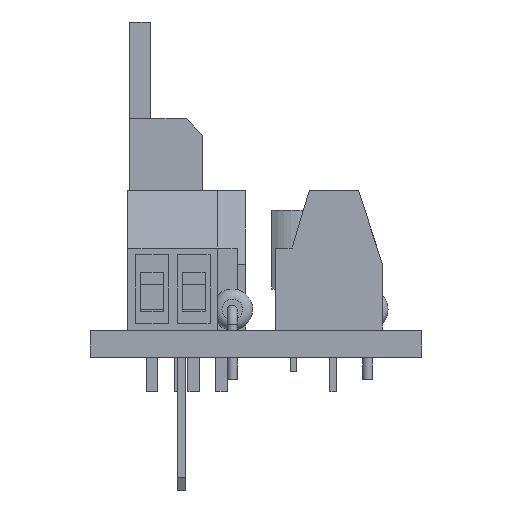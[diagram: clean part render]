
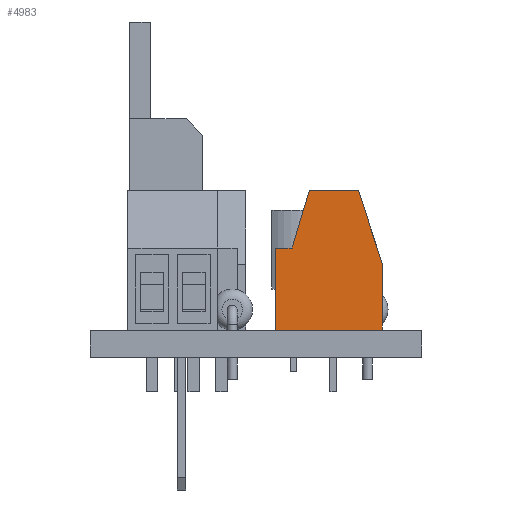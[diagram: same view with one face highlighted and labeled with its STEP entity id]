
A CAD part, left-side view. The second image highlights one B-rep face of the part: STEP entity #4983.
In plain terms, the highlighted face is planar.
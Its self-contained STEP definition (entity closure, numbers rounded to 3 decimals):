
#4433 = VERTEX_POINT('',#4434);
#4434 = CARTESIAN_POINT('',(2.74,-3.5,0.));
#4441 = PLANE('',#4442);
#4442 = AXIS2_PLACEMENT_3D('',#4443,#4444,#4445);
#4443 = CARTESIAN_POINT('',(-2.74,-3.5,0.));
#4444 = DIRECTION('',(0.,-1.,0.));
#4445 = DIRECTION('',(0.,0.,1.));
#4453 = PLANE('',#4454);
#4454 = AXIS2_PLACEMENT_3D('',#4455,#4456,#4457);
#4455 = CARTESIAN_POINT('',(-2.74,-3.5,0.));
#4456 = DIRECTION('',(0.,0.,1.));
#4457 = DIRECTION('',(0.,1.,0.));
#4465 = EDGE_CURVE('',#4433,#4466,#4468,.T.);
#4466 = VERTEX_POINT('',#4467);
#4467 = CARTESIAN_POINT('',(2.74,-3.5,5.));
#4468 = SURFACE_CURVE('',#4469,(#4473,#4480),.PCURVE_S1.);
#4469 = LINE('',#4470,#4471);
#4470 = CARTESIAN_POINT('',(2.74,-3.5,0.));
#4471 = VECTOR('',#4472,1.);
#4472 = DIRECTION('',(0.,0.,1.));
#4473 = PCURVE('',#4441,#4474);
#4474 = DEFINITIONAL_REPRESENTATION('',(#4475),#4479);
#4475 = LINE('',#4476,#4477);
#4476 = CARTESIAN_POINT('',(0.,-5.48));
#4477 = VECTOR('',#4478,1.);
#4478 = DIRECTION('',(1.,0.));
#4479 = ( GEOMETRIC_REPRESENTATION_CONTEXT(2) 
PARAMETRIC_REPRESENTATION_CONTEXT() REPRESENTATION_CONTEXT('2D SPACE',''
  ) );
#4480 = PCURVE('',#4481,#4486);
#4481 = PLANE('',#4482);
#4482 = AXIS2_PLACEMENT_3D('',#4483,#4484,#4485);
#4483 = CARTESIAN_POINT('',(2.74,-0.231,3.774));
#4484 = DIRECTION('',(1.,0.,0.));
#4485 = DIRECTION('',(0.,0.,1.));
#4486 = DEFINITIONAL_REPRESENTATION('',(#4487),#4491);
#4487 = LINE('',#4488,#4489);
#4488 = CARTESIAN_POINT('',(-3.774,3.269));
#4489 = VECTOR('',#4490,1.);
#4490 = DIRECTION('',(1.,0.));
#4491 = ( GEOMETRIC_REPRESENTATION_CONTEXT(2) 
PARAMETRIC_REPRESENTATION_CONTEXT() REPRESENTATION_CONTEXT('2D SPACE',''
  ) );
#4509 = PLANE('',#4510);
#4510 = AXIS2_PLACEMENT_3D('',#4511,#4512,#4513);
#4511 = CARTESIAN_POINT('',(-2.74,-3.5,5.));
#4512 = DIRECTION('',(0.,0.,1.));
#4513 = DIRECTION('',(0.,1.,0.));
#4779 = EDGE_CURVE('',#4433,#4780,#4782,.T.);
#4780 = VERTEX_POINT('',#4781);
#4781 = CARTESIAN_POINT('',(2.74,3.,0.));
#4782 = SURFACE_CURVE('',#4783,(#4787,#4794),.PCURVE_S1.);
#4783 = LINE('',#4784,#4785);
#4784 = CARTESIAN_POINT('',(2.74,-3.5,0.));
#4785 = VECTOR('',#4786,1.);
#4786 = DIRECTION('',(0.,1.,0.));
#4787 = PCURVE('',#4453,#4788);
#4788 = DEFINITIONAL_REPRESENTATION('',(#4789),#4793);
#4789 = LINE('',#4790,#4791);
#4790 = CARTESIAN_POINT('',(0.,-5.48));
#4791 = VECTOR('',#4792,1.);
#4792 = DIRECTION('',(1.,0.));
#4793 = ( GEOMETRIC_REPRESENTATION_CONTEXT(2) 
PARAMETRIC_REPRESENTATION_CONTEXT() REPRESENTATION_CONTEXT('2D SPACE',''
  ) );
#4794 = PCURVE('',#4481,#4795);
#4795 = DEFINITIONAL_REPRESENTATION('',(#4796),#4800);
#4796 = LINE('',#4797,#4798);
#4797 = CARTESIAN_POINT('',(-3.774,3.269));
#4798 = VECTOR('',#4799,1.);
#4799 = DIRECTION('',(0.,-1.));
#4800 = ( GEOMETRIC_REPRESENTATION_CONTEXT(2) 
PARAMETRIC_REPRESENTATION_CONTEXT() REPRESENTATION_CONTEXT('2D SPACE',''
  ) );
#4818 = PLANE('',#4819);
#4819 = AXIS2_PLACEMENT_3D('',#4820,#4821,#4822);
#4820 = CARTESIAN_POINT('',(-2.74,3.,0.));
#4821 = DIRECTION('',(0.,-1.,0.));
#4822 = DIRECTION('',(0.,0.,1.));
#4895 = PLANE('',#4896);
#4896 = AXIS2_PLACEMENT_3D('',#4897,#4898,#4899);
#4897 = CARTESIAN_POINT('',(-2.74,1.551,8.5));
#4898 = DIRECTION('',(0.,0.952,0.307)
  );
#4899 = DIRECTION('',(0.,0.307,-0.952)
  );
#4923 = PLANE('',#4924);
#4924 = AXIS2_PLACEMENT_3D('',#4925,#4926,#4927);
#4925 = CARTESIAN_POINT('',(-2.74,-1.449,8.5));
#4926 = DIRECTION('',(0.,0.,1.));
#4927 = DIRECTION('',(0.,1.,0.));
#4951 = PLANE('',#4952);
#4952 = AXIS2_PLACEMENT_3D('',#4953,#4954,#4955);
#4953 = CARTESIAN_POINT('',(-2.74,-2.5,5.));
#4954 = DIRECTION('',(0.,-0.958,0.288)
  );
#4955 = DIRECTION('',(0.,0.288,0.958)
  );
#4983 = ADVANCED_FACE('',(#4984),#4481,.T.);
#4984 = FACE_BOUND('',#4985,.T.);
#4985 = EDGE_LOOP('',(#4986,#4987,#4988,#5011,#5034,#5057,#5080));
#4986 = ORIENTED_EDGE('',*,*,#4465,.F.);
#4987 = ORIENTED_EDGE('',*,*,#4779,.T.);
#4988 = ORIENTED_EDGE('',*,*,#4989,.T.);
#4989 = EDGE_CURVE('',#4780,#4990,#4992,.T.);
#4990 = VERTEX_POINT('',#4991);
#4991 = CARTESIAN_POINT('',(2.74,3.,4.));
#4992 = SURFACE_CURVE('',#4993,(#4997,#5004),.PCURVE_S1.);
#4993 = LINE('',#4994,#4995);
#4994 = CARTESIAN_POINT('',(2.74,3.,0.));
#4995 = VECTOR('',#4996,1.);
#4996 = DIRECTION('',(0.,0.,1.));
#4997 = PCURVE('',#4481,#4998);
#4998 = DEFINITIONAL_REPRESENTATION('',(#4999),#5003);
#4999 = LINE('',#5000,#5001);
#5000 = CARTESIAN_POINT('',(-3.774,-3.231));
#5001 = VECTOR('',#5002,1.);
#5002 = DIRECTION('',(1.,0.));
#5003 = ( GEOMETRIC_REPRESENTATION_CONTEXT(2) 
PARAMETRIC_REPRESENTATION_CONTEXT() REPRESENTATION_CONTEXT('2D SPACE',''
  ) );
#5004 = PCURVE('',#4818,#5005);
#5005 = DEFINITIONAL_REPRESENTATION('',(#5006),#5010);
#5006 = LINE('',#5007,#5008);
#5007 = CARTESIAN_POINT('',(0.,-5.48));
#5008 = VECTOR('',#5009,1.);
#5009 = DIRECTION('',(1.,0.));
#5010 = ( GEOMETRIC_REPRESENTATION_CONTEXT(2) 
PARAMETRIC_REPRESENTATION_CONTEXT() REPRESENTATION_CONTEXT('2D SPACE',''
  ) );
#5011 = ORIENTED_EDGE('',*,*,#5012,.F.);
#5012 = EDGE_CURVE('',#5013,#4990,#5015,.T.);
#5013 = VERTEX_POINT('',#5014);
#5014 = CARTESIAN_POINT('',(2.74,1.551,8.5));
#5015 = SURFACE_CURVE('',#5016,(#5020,#5027),.PCURVE_S1.);
#5016 = LINE('',#5017,#5018);
#5017 = CARTESIAN_POINT('',(2.74,1.551,8.5));
#5018 = VECTOR('',#5019,1.);
#5019 = DIRECTION('',(0.,0.307,-0.952)
  );
#5020 = PCURVE('',#4481,#5021);
#5021 = DEFINITIONAL_REPRESENTATION('',(#5022),#5026);
#5022 = LINE('',#5023,#5024);
#5023 = CARTESIAN_POINT('',(4.726,-1.781));
#5024 = VECTOR('',#5025,1.);
#5025 = DIRECTION('',(-0.952,-0.307));
#5026 = ( GEOMETRIC_REPRESENTATION_CONTEXT(2) 
PARAMETRIC_REPRESENTATION_CONTEXT() REPRESENTATION_CONTEXT('2D SPACE',''
  ) );
#5027 = PCURVE('',#4895,#5028);
#5028 = DEFINITIONAL_REPRESENTATION('',(#5029),#5033);
#5029 = LINE('',#5030,#5031);
#5030 = CARTESIAN_POINT('',(0.,-5.48));
#5031 = VECTOR('',#5032,1.);
#5032 = DIRECTION('',(1.,0.));
#5033 = ( GEOMETRIC_REPRESENTATION_CONTEXT(2) 
PARAMETRIC_REPRESENTATION_CONTEXT() REPRESENTATION_CONTEXT('2D SPACE',''
  ) );
#5034 = ORIENTED_EDGE('',*,*,#5035,.F.);
#5035 = EDGE_CURVE('',#5036,#5013,#5038,.T.);
#5036 = VERTEX_POINT('',#5037);
#5037 = CARTESIAN_POINT('',(2.74,-1.449,8.5));
#5038 = SURFACE_CURVE('',#5039,(#5043,#5050),.PCURVE_S1.);
#5039 = LINE('',#5040,#5041);
#5040 = CARTESIAN_POINT('',(2.74,-1.449,8.5));
#5041 = VECTOR('',#5042,1.);
#5042 = DIRECTION('',(0.,1.,0.));
#5043 = PCURVE('',#4481,#5044);
#5044 = DEFINITIONAL_REPRESENTATION('',(#5045),#5049);
#5045 = LINE('',#5046,#5047);
#5046 = CARTESIAN_POINT('',(4.726,1.219));
#5047 = VECTOR('',#5048,1.);
#5048 = DIRECTION('',(0.,-1.));
#5049 = ( GEOMETRIC_REPRESENTATION_CONTEXT(2) 
PARAMETRIC_REPRESENTATION_CONTEXT() REPRESENTATION_CONTEXT('2D SPACE',''
  ) );
#5050 = PCURVE('',#4923,#5051);
#5051 = DEFINITIONAL_REPRESENTATION('',(#5052),#5056);
#5052 = LINE('',#5053,#5054);
#5053 = CARTESIAN_POINT('',(0.,-5.48));
#5054 = VECTOR('',#5055,1.);
#5055 = DIRECTION('',(1.,0.));
#5056 = ( GEOMETRIC_REPRESENTATION_CONTEXT(2) 
PARAMETRIC_REPRESENTATION_CONTEXT() REPRESENTATION_CONTEXT('2D SPACE',''
  ) );
#5057 = ORIENTED_EDGE('',*,*,#5058,.F.);
#5058 = EDGE_CURVE('',#5059,#5036,#5061,.T.);
#5059 = VERTEX_POINT('',#5060);
#5060 = CARTESIAN_POINT('',(2.74,-2.5,5.));
#5061 = SURFACE_CURVE('',#5062,(#5066,#5073),.PCURVE_S1.);
#5062 = LINE('',#5063,#5064);
#5063 = CARTESIAN_POINT('',(2.74,-2.5,5.));
#5064 = VECTOR('',#5065,1.);
#5065 = DIRECTION('',(0.,0.288,0.958)
  );
#5066 = PCURVE('',#4481,#5067);
#5067 = DEFINITIONAL_REPRESENTATION('',(#5068),#5072);
#5068 = LINE('',#5069,#5070);
#5069 = CARTESIAN_POINT('',(1.226,2.269));
#5070 = VECTOR('',#5071,1.);
#5071 = DIRECTION('',(0.958,-0.288));
#5072 = ( GEOMETRIC_REPRESENTATION_CONTEXT(2) 
PARAMETRIC_REPRESENTATION_CONTEXT() REPRESENTATION_CONTEXT('2D SPACE',''
  ) );
#5073 = PCURVE('',#4951,#5074);
#5074 = DEFINITIONAL_REPRESENTATION('',(#5075),#5079);
#5075 = LINE('',#5076,#5077);
#5076 = CARTESIAN_POINT('',(0.,-5.48));
#5077 = VECTOR('',#5078,1.);
#5078 = DIRECTION('',(1.,0.));
#5079 = ( GEOMETRIC_REPRESENTATION_CONTEXT(2) 
PARAMETRIC_REPRESENTATION_CONTEXT() REPRESENTATION_CONTEXT('2D SPACE',''
  ) );
#5080 = ORIENTED_EDGE('',*,*,#5081,.F.);
#5081 = EDGE_CURVE('',#4466,#5059,#5082,.T.);
#5082 = SURFACE_CURVE('',#5083,(#5087,#5094),.PCURVE_S1.);
#5083 = LINE('',#5084,#5085);
#5084 = CARTESIAN_POINT('',(2.74,-3.5,5.));
#5085 = VECTOR('',#5086,1.);
#5086 = DIRECTION('',(0.,1.,0.));
#5087 = PCURVE('',#4481,#5088);
#5088 = DEFINITIONAL_REPRESENTATION('',(#5089),#5093);
#5089 = LINE('',#5090,#5091);
#5090 = CARTESIAN_POINT('',(1.226,3.269));
#5091 = VECTOR('',#5092,1.);
#5092 = DIRECTION('',(0.,-1.));
#5093 = ( GEOMETRIC_REPRESENTATION_CONTEXT(2) 
PARAMETRIC_REPRESENTATION_CONTEXT() REPRESENTATION_CONTEXT('2D SPACE',''
  ) );
#5094 = PCURVE('',#4509,#5095);
#5095 = DEFINITIONAL_REPRESENTATION('',(#5096),#5100);
#5096 = LINE('',#5097,#5098);
#5097 = CARTESIAN_POINT('',(0.,-5.48));
#5098 = VECTOR('',#5099,1.);
#5099 = DIRECTION('',(1.,0.));
#5100 = ( GEOMETRIC_REPRESENTATION_CONTEXT(2) 
PARAMETRIC_REPRESENTATION_CONTEXT() REPRESENTATION_CONTEXT('2D SPACE',''
  ) );
